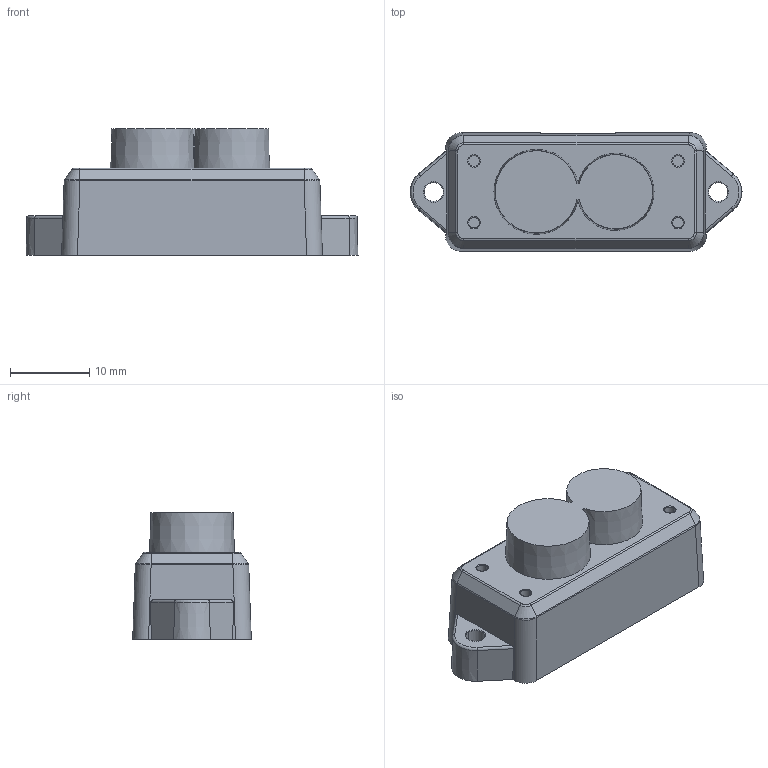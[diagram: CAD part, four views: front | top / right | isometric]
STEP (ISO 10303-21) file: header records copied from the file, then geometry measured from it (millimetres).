
FILE_DESCRIPTION((''),'2;1');
FILE_NAME('BW-TFMINI-S-2-6-03','2019-09-06T',('Benewake賦凳001'),(''),'CREO PARAMETRIC BY PTC INC, 2015480','CREO PARAMETRIC BY PTC INC, 2015480','');
FILE_SCHEMA(('CONFIG_CONTROL_DESIGN'));
Length unit declared in the file: millimetre
Products named in the file (1): BW-TFMINI-S-2-6-03
Bounding box: 42 x 15 x 16 mm (x, y, z)
Volume: 3824.3 mm3; surface area: 3327.4 mm2
Topology: 1 solids, 1 shells, 151 faces, 374 edges, 232 vertices
Faces by surface type: plane 67, cylinder 40, bspline 18, torus 14, cone 12
Entity records: 5713 total; most frequent: CARTESIAN_POINT 2250, ORIENTED_EDGE 748, DIRECTION 646, EDGE_CURVE 374, VERTEX_POINT 232, AXIS2_PLACEMENT_3D 221, VECTOR 204, LINE 204
